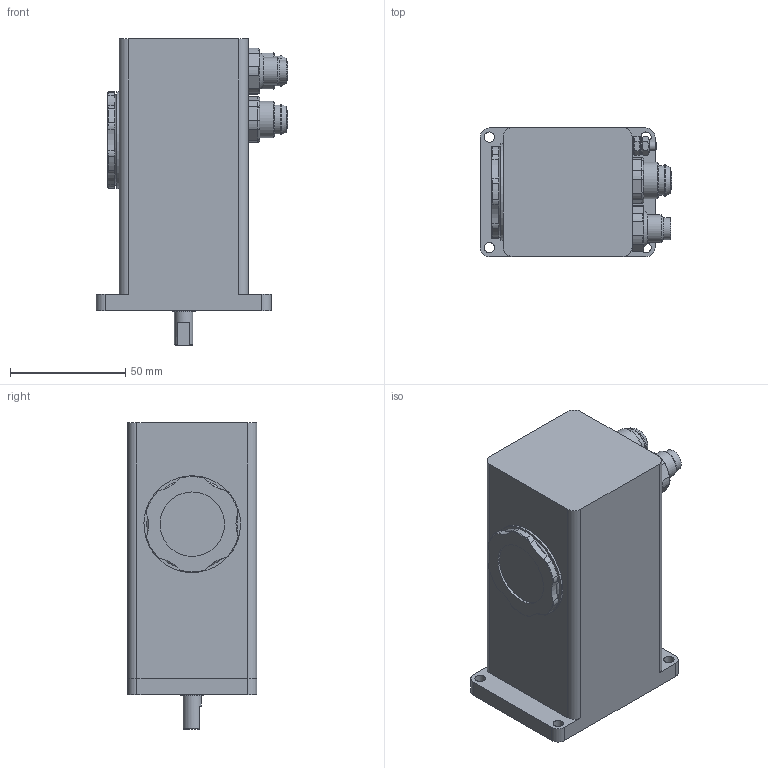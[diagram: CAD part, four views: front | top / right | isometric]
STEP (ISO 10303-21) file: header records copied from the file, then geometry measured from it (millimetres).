
FILE_DESCRIPTION(/* description */ (''),/* implementation_level */ '2;1');
FILE_NAME(/* name */ 'ü-STP-Datei_PSW31x-8-V.stp',/* time_stamp */ '2020-11-05T11:28:13+01:00',/* author */ ('stefan.mueller'),/* organization */ (''),/* preprocessor_version */ 'ST-DEVELOPER v17',/* originating_system */ 'Autodesk Inventor 2018',/* authorisation */ '');
FILE_SCHEMA (('AUTOMOTIVE_DESIGN { 1 0 10303 214 3 1 1 }'));
Length unit declared in the file: millimetre
Products named in the file (1): ENG-105626
Bounding box: 83.25 x 56.2 x 133 mm (x, y, z)
Volume: 391347.3 mm3; surface area: 41445.9 mm2
Topology: 1 solids, 1 shells, 685 faces, 1827 edges, 1216 vertices
Faces by surface type: plane 319, cylinder 191, bspline 138, torus 19, cone 18
Full cylindrical faces by diameter (mm): 1 x5, 1.5 x8, 4 x1, 4.5 x4, 8 x1, 8.15 x2, 9.6 x1, 10 x3, 10.5 x1, 12 x1, 13 x2, 13.5 x2, 16 x3, 28 x1, 42 x1
Entity records: 24001 total; most frequent: CARTESIAN_POINT 6759, ORIENTED_EDGE 3654, DIRECTION 3021, EDGE_CURVE 1827, VERTEX_POINT 1216, LINE 1029, VECTOR 1029, AXIS2_PLACEMENT_3D 996
